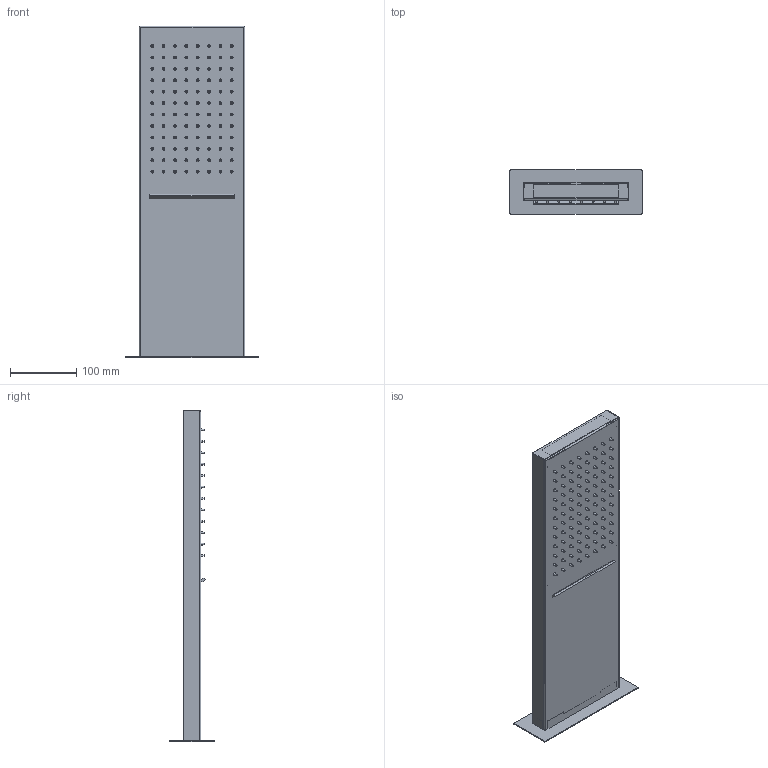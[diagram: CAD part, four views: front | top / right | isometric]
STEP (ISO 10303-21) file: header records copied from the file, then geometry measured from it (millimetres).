
FILE_DESCRIPTION((''),'2;1');
FILE_NAME('ZSOF099CR','2021-12-22T14:25:44',('ut3'),('PAFFONI SpA'),'CREO PARAMETRIC BY PTC INC, 2020044','CREO PARAMETRIC BY PTC INC, 2020044','');
FILE_SCHEMA(('CONFIG_CONTROL_DESIGN','SHAPE_APPEARANCE_LAYERS_GROUPS'));
Length unit declared in the file: millimetre
Products named in the file (1): ZSOF099CR
Bounding box: 200 x 67 x 501.5 mm (x, y, z)
Volume: 471338.6 mm3; surface area: 499768.8 mm2
Topology: 1 solids, 1 shells, 1006 faces, 2360 edges, 1468 vertices
Faces by surface type: torus 412, plane 365, cylinder 175, cone 50, sphere 4
Entity records: 36191 total; most frequent: CARTESIAN_POINT 6194, DIRECTION 5774, ORIENTED_EDGE 4720, AXIS2_PLACEMENT_3D 2494, EDGE_CURVE 2360, CIRCLE 1488, VERTEX_POINT 1468, EDGE_LOOP 1142
